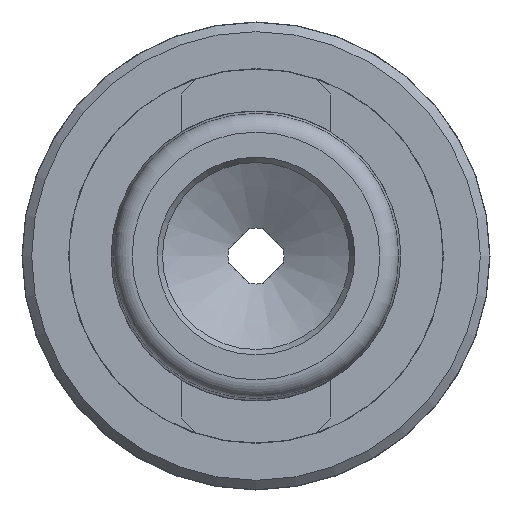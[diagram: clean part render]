
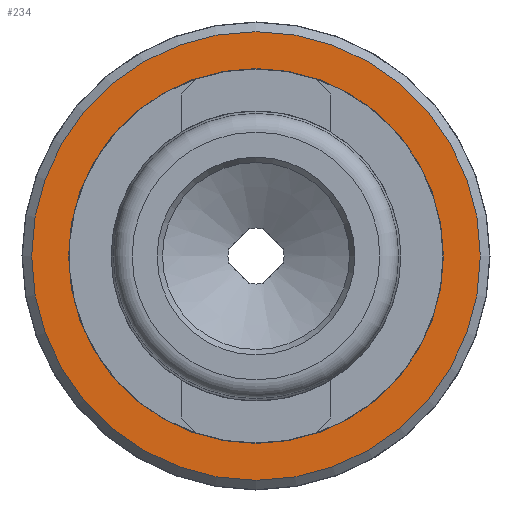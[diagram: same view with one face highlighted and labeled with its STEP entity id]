
A CAD part, left-side view. The second image highlights one B-rep face of the part: STEP entity #234.
In plain terms, the highlighted planar face has unit normal (-1, 0, 0).
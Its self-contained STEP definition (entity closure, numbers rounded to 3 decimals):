
#234 = ADVANCED_FACE( '', ( #545, #546 ), #547, .F. );
#545 = FACE_OUTER_BOUND( '', #944, .T. );
#546 = FACE_BOUND( '', #945, .T. );
#547 = PLANE( '', #946 );
#944 = EDGE_LOOP( '', ( #1511 ) );
#945 = EDGE_LOOP( '', ( #1512 ) );
#946 = AXIS2_PLACEMENT_3D( '', #1513, #1514, #1515 );
#1511 = ORIENTED_EDGE( '', *, *, #2271, .T. );
#1512 = ORIENTED_EDGE( '', *, *, #2269, .T. );
#1513 = CARTESIAN_POINT( '', ( 0.5, 24., 0. ) );
#1514 = DIRECTION( '', ( 1., 0., 0. ) );
#1515 = DIRECTION( '', ( 0., 1., 0. ) );
#2269 = EDGE_CURVE( '', #2723, #2723, #2724, .T. );
#2271 = EDGE_CURVE( '', #2726, #2726, #2727, .T. );
#2723 = VERTEX_POINT( '', #3344 );
#2724 = CIRCLE( '', #3345, 20.05 );
#2726 = VERTEX_POINT( '', #3347 );
#2727 = CIRCLE( '', #3348, 24. );
#3344 = CARTESIAN_POINT( '', ( 0.5, -20.05, 0. ) );
#3345 = AXIS2_PLACEMENT_3D( '', #3942, #3943, #3944 );
#3347 = CARTESIAN_POINT( '', ( 0.5, -24., 0. ) );
#3348 = AXIS2_PLACEMENT_3D( '', #3945, #3946, #3947 );
#3942 = CARTESIAN_POINT( '', ( 0.5, 0., 0. ) );
#3943 = DIRECTION( '', ( 1., 0., 0. ) );
#3944 = DIRECTION( '', ( 0., -1., 0. ) );
#3945 = CARTESIAN_POINT( '', ( 0.5, 0., 0. ) );
#3946 = DIRECTION( '', ( -1., 0., 0. ) );
#3947 = DIRECTION( '', ( 0., -1., 0. ) );
